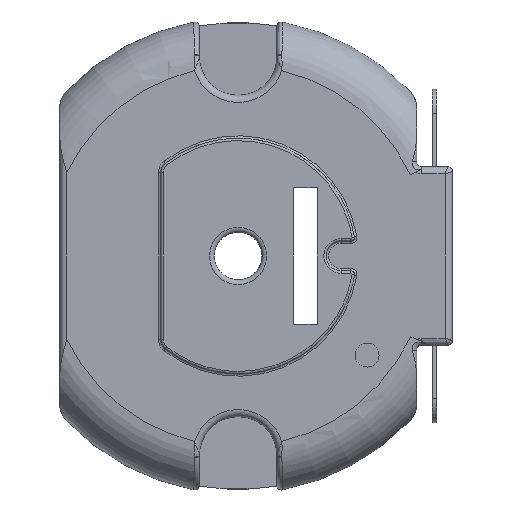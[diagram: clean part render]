
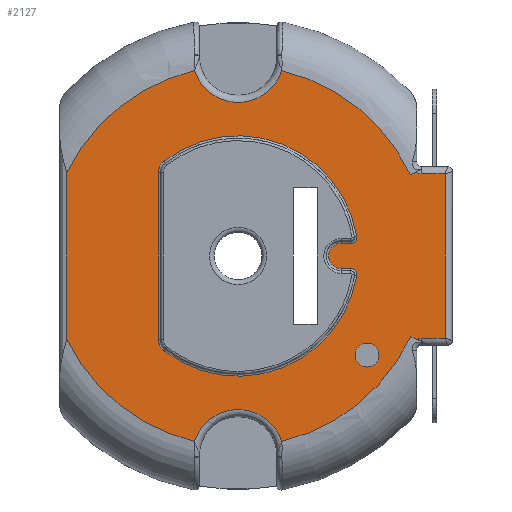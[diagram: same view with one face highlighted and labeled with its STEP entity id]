
A CAD part, front view. The second image highlights one B-rep face of the part: STEP entity #2127.
In plain terms, the highlighted planar face has unit normal (0, -1, 0).
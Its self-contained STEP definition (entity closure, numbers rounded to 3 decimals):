
#136=FACE_BOUND('',#369,.T.);
#137=FACE_BOUND('',#370,.T.);
#163=PLANE('',#2320);
#235=FACE_OUTER_BOUND('',#368,.T.);
#368=EDGE_LOOP('',(#1619,#1620,#1621,#1622,#1623,#1624,#1625,#1626,#1627,
#1628,#1629,#1630,#1631,#1632));
#369=EDGE_LOOP('',(#1633));
#370=EDGE_LOOP('',(#1634,#1635,#1636,#1637,#1638,#1639,#1640,#1641,#1642,
#1643));
#498=LINE('',#3997,#633);
#499=LINE('',#4009,#634);
#503=LINE('',#4015,#638);
#510=LINE('',#4033,#645);
#516=LINE('',#4055,#651);
#517=LINE('',#4057,#652);
#518=LINE('',#4066,#653);
#519=LINE('',#4070,#654);
#520=LINE('',#4078,#655);
#633=VECTOR('',#2646,10.);
#634=VECTOR('',#2653,10.);
#638=VECTOR('',#2661,10.);
#645=VECTOR('',#2682,10.);
#651=VECTOR('',#2710,10.);
#652=VECTOR('',#2711,10.);
#653=VECTOR('',#2720,10.);
#654=VECTOR('',#2723,10.);
#655=VECTOR('',#2730,10.);
#731=CIRCLE('',#2226,0.5);
#758=CIRCLE('',#2267,8.);
#763=CIRCLE('',#2276,8.);
#769=CIRCLE('',#2283,8.);
#774=CIRCLE('',#2289,1.925);
#780=CIRCLE('',#2296,8.);
#785=CIRCLE('',#2315,0.5);
#787=CIRCLE('',#2321,0.5);
#788=CIRCLE('',#2322,1.925);
#789=CIRCLE('',#2323,5.05);
#790=CIRCLE('',#2324,0.25);
#791=CIRCLE('',#2325,0.525);
#792=CIRCLE('',#2326,0.25);
#793=CIRCLE('',#2327,5.05);
#794=CIRCLE('',#2328,0.6);
#795=CIRCLE('',#2329,0.6);
#848=VERTEX_POINT('',#3072);
#895=VERTEX_POINT('',#3313);
#900=VERTEX_POINT('',#3350);
#910=VERTEX_POINT('',#3537);
#911=VERTEX_POINT('',#3544);
#925=VERTEX_POINT('',#3748);
#926=VERTEX_POINT('',#3755);
#934=VERTEX_POINT('',#3795);
#946=VERTEX_POINT('',#3985);
#947=VERTEX_POINT('',#3989);
#950=VERTEX_POINT('',#4001);
#953=VERTEX_POINT('',#4030);
#954=VERTEX_POINT('',#4032);
#959=VERTEX_POINT('',#4054);
#960=VERTEX_POINT('',#4056);
#961=VERTEX_POINT('',#4060);
#962=VERTEX_POINT('',#4061);
#963=VERTEX_POINT('',#4063);
#964=VERTEX_POINT('',#4065);
#965=VERTEX_POINT('',#4067);
#966=VERTEX_POINT('',#4069);
#967=VERTEX_POINT('',#4071);
#968=VERTEX_POINT('',#4073);
#969=VERTEX_POINT('',#4075);
#970=VERTEX_POINT('',#4077);
#1050=EDGE_CURVE('',#848,#848,#731,.T.);
#1117=EDGE_CURVE('',#895,#900,#758,.T.);
#1135=EDGE_CURVE('',#911,#910,#763,.T.);
#1153=EDGE_CURVE('',#926,#925,#769,.T.);
#1163=EDGE_CURVE('',#934,#925,#774,.T.);
#1179=EDGE_CURVE('',#934,#946,#780,.T.);
#1181=EDGE_CURVE('',#946,#947,#498,.T.);
#1185=EDGE_CURVE('',#950,#911,#499,.T.);
#1189=EDGE_CURVE('',#926,#900,#503,.T.);
#1198=EDGE_CURVE('',#953,#954,#510,.T.);
#1202=EDGE_CURVE('',#954,#947,#785,.T.);
#1209=EDGE_CURVE('',#959,#953,#516,.T.);
#1210=EDGE_CURVE('',#960,#959,#517,.T.);
#1211=EDGE_CURVE('',#950,#960,#787,.T.);
#1212=EDGE_CURVE('',#895,#910,#788,.T.);
#1213=EDGE_CURVE('',#961,#962,#789,.T.);
#1214=EDGE_CURVE('',#963,#961,#790,.T.);
#1215=EDGE_CURVE('',#964,#963,#518,.T.);
#1216=EDGE_CURVE('',#965,#964,#791,.T.);
#1217=EDGE_CURVE('',#966,#965,#519,.T.);
#1218=EDGE_CURVE('',#967,#966,#792,.T.);
#1219=EDGE_CURVE('',#968,#967,#793,.T.);
#1220=EDGE_CURVE('',#969,#968,#794,.T.);
#1221=EDGE_CURVE('',#970,#969,#520,.T.);
#1222=EDGE_CURVE('',#962,#970,#795,.T.);
#1619=ORIENTED_EDGE('',*,*,#1117,.T.);
#1620=ORIENTED_EDGE('',*,*,#1189,.F.);
#1621=ORIENTED_EDGE('',*,*,#1153,.T.);
#1622=ORIENTED_EDGE('',*,*,#1163,.F.);
#1623=ORIENTED_EDGE('',*,*,#1179,.T.);
#1624=ORIENTED_EDGE('',*,*,#1181,.T.);
#1625=ORIENTED_EDGE('',*,*,#1202,.F.);
#1626=ORIENTED_EDGE('',*,*,#1198,.F.);
#1627=ORIENTED_EDGE('',*,*,#1209,.F.);
#1628=ORIENTED_EDGE('',*,*,#1210,.F.);
#1629=ORIENTED_EDGE('',*,*,#1211,.F.);
#1630=ORIENTED_EDGE('',*,*,#1185,.T.);
#1631=ORIENTED_EDGE('',*,*,#1135,.T.);
#1632=ORIENTED_EDGE('',*,*,#1212,.F.);
#1633=ORIENTED_EDGE('',*,*,#1050,.T.);
#1634=ORIENTED_EDGE('',*,*,#1213,.F.);
#1635=ORIENTED_EDGE('',*,*,#1214,.F.);
#1636=ORIENTED_EDGE('',*,*,#1215,.F.);
#1637=ORIENTED_EDGE('',*,*,#1216,.F.);
#1638=ORIENTED_EDGE('',*,*,#1217,.F.);
#1639=ORIENTED_EDGE('',*,*,#1218,.F.);
#1640=ORIENTED_EDGE('',*,*,#1219,.F.);
#1641=ORIENTED_EDGE('',*,*,#1220,.F.);
#1642=ORIENTED_EDGE('',*,*,#1221,.F.);
#1643=ORIENTED_EDGE('',*,*,#1222,.F.);
#2127=ADVANCED_FACE('',(#235,#136,#137),#163,.T.);
#2226=AXIS2_PLACEMENT_3D('',#3073,#2465,#2466);
#2267=AXIS2_PLACEMENT_3D('',#3359,#2577,#2578);
#2276=AXIS2_PLACEMENT_3D('',#3545,#2601,#2602);
#2283=AXIS2_PLACEMENT_3D('',#3756,#2616,#2617);
#2289=AXIS2_PLACEMENT_3D('',#3802,#2628,#2629);
#2296=AXIS2_PLACEMENT_3D('',#3987,#2642,#2643);
#2315=AXIS2_PLACEMENT_3D('',#4040,#2693,#2694);
#2320=AXIS2_PLACEMENT_3D('',#4053,#2708,#2709);
#2321=AXIS2_PLACEMENT_3D('',#4058,#2712,#2713);
#2322=AXIS2_PLACEMENT_3D('',#4059,#2714,#2715);
#2323=AXIS2_PLACEMENT_3D('',#4062,#2716,#2717);
#2324=AXIS2_PLACEMENT_3D('',#4064,#2718,#2719);
#2325=AXIS2_PLACEMENT_3D('',#4068,#2721,#2722);
#2326=AXIS2_PLACEMENT_3D('',#4072,#2724,#2725);
#2327=AXIS2_PLACEMENT_3D('',#4074,#2726,#2727);
#2328=AXIS2_PLACEMENT_3D('',#4076,#2728,#2729);
#2329=AXIS2_PLACEMENT_3D('',#4079,#2731,#2732);
#2465=DIRECTION('center_axis',(0.,1.,0.));
#2466=DIRECTION('ref_axis',(1.,0.,0.));
#2577=DIRECTION('center_axis',(0.,-1.,0.));
#2578=DIRECTION('ref_axis',(0.,0.,-1.));
#2601=DIRECTION('center_axis',(0.,-1.,0.));
#2602=DIRECTION('ref_axis',(0.,0.,-1.));
#2616=DIRECTION('center_axis',(0.,-1.,0.));
#2617=DIRECTION('ref_axis',(0.,0.,-1.));
#2628=DIRECTION('center_axis',(0.,-1.,0.));
#2629=DIRECTION('ref_axis',(0.,0.,1.));
#2642=DIRECTION('center_axis',(0.,-1.,0.));
#2643=DIRECTION('ref_axis',(0.,0.,-1.));
#2646=DIRECTION('',(0.906,0.,-0.423));
#2653=DIRECTION('',(-0.904,0.,-0.427));
#2661=DIRECTION('',(0.,0.,1.));
#2682=DIRECTION('',(-1.,0.,0.));
#2693=DIRECTION('center_axis',(0.,-1.,0.));
#2694=DIRECTION('ref_axis',(-0.707,0.,0.707));
#2708=DIRECTION('center_axis',(0.,-1.,0.));
#2709=DIRECTION('ref_axis',(1.,0.,0.));
#2710=DIRECTION('',(0.,0.,-1.));
#2711=DIRECTION('',(1.,0.,0.));
#2712=DIRECTION('center_axis',(0.,-1.,0.));
#2713=DIRECTION('ref_axis',(-0.707,0.,-0.707));
#2714=DIRECTION('center_axis',(0.,-1.,0.));
#2715=DIRECTION('ref_axis',(0.,0.,-1.));
#2716=DIRECTION('center_axis',(0.,-1.,0.));
#2717=DIRECTION('ref_axis',(0.363,0.,0.932));
#2718=DIRECTION('center_axis',(0.,-1.,0.));
#2719=DIRECTION('ref_axis',(0.762,0.,-0.648));
#2720=DIRECTION('',(1.,0.,0.));
#2721=DIRECTION('center_axis',(0.,1.,0.));
#2722=DIRECTION('ref_axis',(-1.,0.,0.));
#2723=DIRECTION('',(-1.,0.,0.));
#2724=DIRECTION('center_axis',(0.,-1.,0.));
#2725=DIRECTION('ref_axis',(0.762,0.,0.648));
#2726=DIRECTION('center_axis',(0.,-1.,0.));
#2727=DIRECTION('ref_axis',(0.363,0.,-0.932));
#2728=DIRECTION('center_axis',(0.,-1.,0.));
#2729=DIRECTION('ref_axis',(-0.899,0.,-0.437));
#2730=DIRECTION('',(0.,0.,-1.));
#2731=DIRECTION('center_axis',(0.,-1.,0.));
#2732=DIRECTION('ref_axis',(-0.899,0.,0.437));
#3072=CARTESIAN_POINT('',(6.299,-26.114,-4.43));
#3073=CARTESIAN_POINT('Origin',(6.799,-26.114,-4.43));
#3313=CARTESIAN_POINT('',(-0.452,-26.114,7.52));
#3350=CARTESIAN_POINT('',(-5.819,-26.114,3.22));
#3359=CARTESIAN_POINT('Origin',(1.381,-26.114,-0.267));
#3537=CARTESIAN_POINT('',(3.214,-26.114,7.52));
#3544=CARTESIAN_POINT('',(8.613,-26.114,3.152));
#3545=CARTESIAN_POINT('Origin',(1.381,-26.114,-0.267));
#3748=CARTESIAN_POINT('',(-0.452,-26.114,-8.054));
#3755=CARTESIAN_POINT('',(-5.819,-26.114,-3.754));
#3756=CARTESIAN_POINT('Origin',(1.381,-26.114,-0.267));
#3795=CARTESIAN_POINT('',(3.214,-26.114,-8.054));
#3802=CARTESIAN_POINT('Origin',(1.381,-26.114,-8.642));
#3985=CARTESIAN_POINT('',(8.631,-26.114,-3.648));
#3987=CARTESIAN_POINT('Origin',(1.381,-26.114,-0.267));
#3989=CARTESIAN_POINT('',(8.875,-26.114,-3.761));
#3997=CARTESIAN_POINT('',(5.767,-26.114,-2.312));
#4001=CARTESIAN_POINT('',(8.826,-26.114,3.253));
#4009=CARTESIAN_POINT('',(5.756,-26.114,1.801));
#4015=CARTESIAN_POINT('',(-5.819,-26.114,-3.379));
#4030=CARTESIAN_POINT('',(10.081,-26.114,-3.717));
#4032=CARTESIAN_POINT('',(9.081,-26.114,-3.717));
#4033=CARTESIAN_POINT('',(6.156,-26.114,-3.717));
#4040=CARTESIAN_POINT('Origin',(9.081,-26.114,-4.217));
#4053=CARTESIAN_POINT('Origin',(2.131,-26.114,-0.267));
#4054=CARTESIAN_POINT('',(10.081,-26.114,3.183));
#4055=CARTESIAN_POINT('',(10.081,-26.114,1.508));
#4056=CARTESIAN_POINT('',(9.081,-26.114,3.183));
#4057=CARTESIAN_POINT('',(5.606,-26.114,3.183));
#4058=CARTESIAN_POINT('Origin',(9.081,-26.114,3.683));
#4059=CARTESIAN_POINT('Origin',(1.381,-26.114,8.108));
#4060=CARTESIAN_POINT('',(6.364,-26.114,0.548));
#4061=CARTESIAN_POINT('',(-1.74,-26.114,3.703));
#4062=CARTESIAN_POINT('Origin',(1.381,-26.114,-0.267));
#4063=CARTESIAN_POINT('',(6.118,-26.114,0.258));
#4064=CARTESIAN_POINT('Origin',(6.118,-26.114,0.508));
#4065=CARTESIAN_POINT('',(5.706,-26.114,0.258));
#4066=CARTESIAN_POINT('',(3.918,-26.114,0.258));
#4067=CARTESIAN_POINT('',(5.706,-26.114,-0.792));
#4068=CARTESIAN_POINT('Origin',(5.706,-26.114,-0.267));
#4069=CARTESIAN_POINT('',(6.118,-26.114,-0.792));
#4070=CARTESIAN_POINT('',(4.124,-26.114,-0.792));
#4071=CARTESIAN_POINT('',(6.364,-26.114,-1.082));
#4072=CARTESIAN_POINT('Origin',(6.118,-26.114,-1.042));
#4073=CARTESIAN_POINT('',(-1.74,-26.114,-4.237));
#4074=CARTESIAN_POINT('Origin',(1.381,-26.114,-0.267));
#4075=CARTESIAN_POINT('',(-1.969,-26.114,-3.765));
#4076=CARTESIAN_POINT('Origin',(-1.369,-26.114,-3.765));
#4077=CARTESIAN_POINT('',(-1.969,-26.114,3.232));
#4078=CARTESIAN_POINT('',(-1.969,-26.114,1.482));
#4079=CARTESIAN_POINT('Origin',(-1.369,-26.114,3.232));
